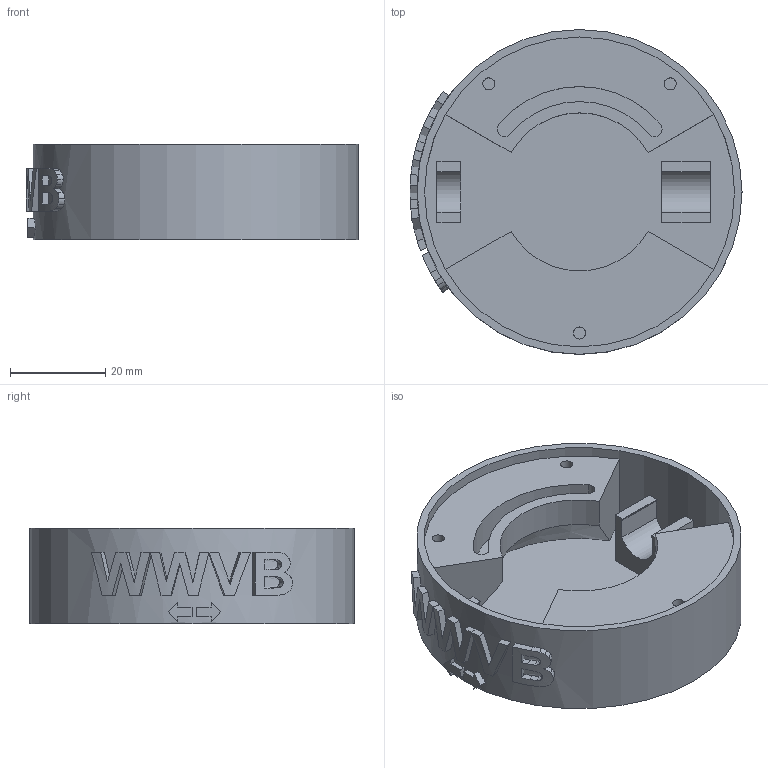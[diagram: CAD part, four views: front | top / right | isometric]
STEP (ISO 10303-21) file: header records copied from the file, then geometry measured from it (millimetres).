
FILE_DESCRIPTION(/* description */ ('Unknown'),/* implementation_level */ '2;1');
FILE_NAME(/* name */ 'LetteredBase-LetteredBase',/* time_stamp */ '2025-05-09T18:37:52Z',/* author */ ('Unknown'),/* organization */ ('Unknown'),/* preprocessor_version */ 'ST-DEVELOPER v19.4',/* originating_system */ 'Solid Edge',/* authorisation */ 'Unknown');
FILE_SCHEMA (('AUTOMOTIVE_DESIGN {1 0 10303 214 3 1 1}'));
Length unit declared in the file: millimetre
Products named in the file (1): LetteredBase-LetteredBase
Bounding box: 69.79 x 68.29 x 20.03 mm (x, y, z)
Volume: 36974 mm3; surface area: 18410.9 mm2
Topology: 1 solids, 1 shells, 137 faces, 360 edges, 240 vertices
Faces by surface type: plane 68, bspline 43, cylinder 24, cone 2
Full cylindrical faces by diameter (mm): 2.54 x3, 65.142 x1, 68.291 x1
Entity records: 6471 total; most frequent: CARTESIAN_POINT 2228, ORIENTED_EDGE 720, DIRECTION 443, EDGE_CURVE 360, VERTEX_POINT 240, B_SPLINE_CURVE_WITH_KNOTS 174, AXIS2_PLACEMENT_3D 162, EDGE_LOOP 152
